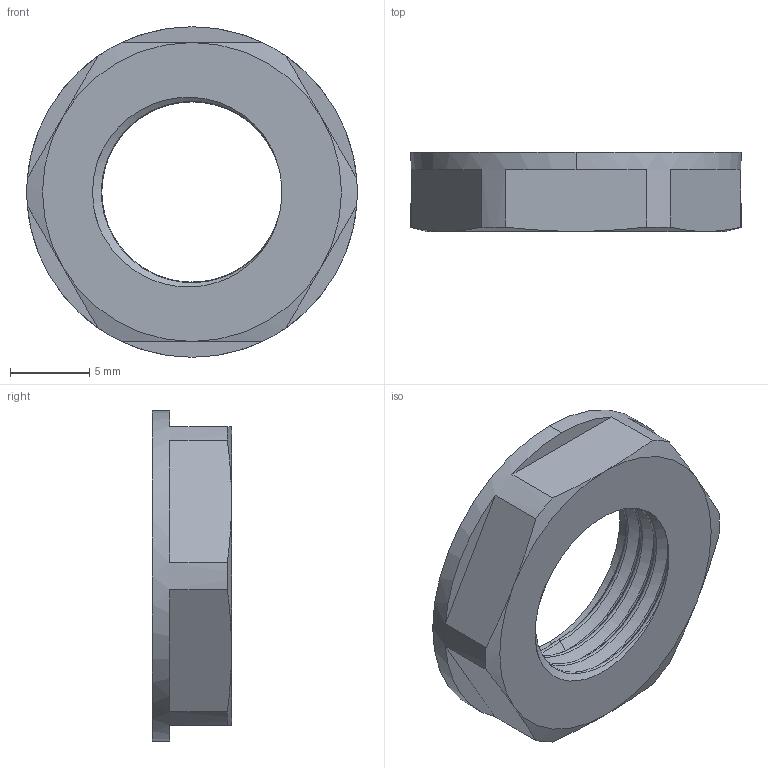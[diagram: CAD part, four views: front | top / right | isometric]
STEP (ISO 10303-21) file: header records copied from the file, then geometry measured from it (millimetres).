
FILE_DESCRIPTION (( 'STEP AP203' ), '1' );
FILE_NAME ('PG - 7 Somun.STEP', '2020-05-29T10:42:40', ( '' ), ( '' ), 'SwSTEP 2.0', 'SolidWorks 2019', '' );
FILE_SCHEMA (( 'CONFIG_CONTROL_DESIGN' ));
Length unit declared in the file: millimetre
Products named in the file (1): PG - 7 Somun
Bounding box: 20.9 x 5 x 20.9 mm (x, y, z)
Volume: 998.2 mm3; surface area: 1020.7 mm2
Topology: 1 solids, 1 shells, 36 faces, 92 edges, 58 vertices
Faces by surface type: plane 14, cylinder 10, bspline 6, cone 6
Entity records: 2191 total; most frequent: CARTESIAN_POINT 1332, ORIENTED_EDGE 184, DIRECTION 140, EDGE_CURVE 92, VERTEX_POINT 58, AXIS2_PLACEMENT_3D 56, EDGE_LOOP 38, FACE_OUTER_BOUND 36
